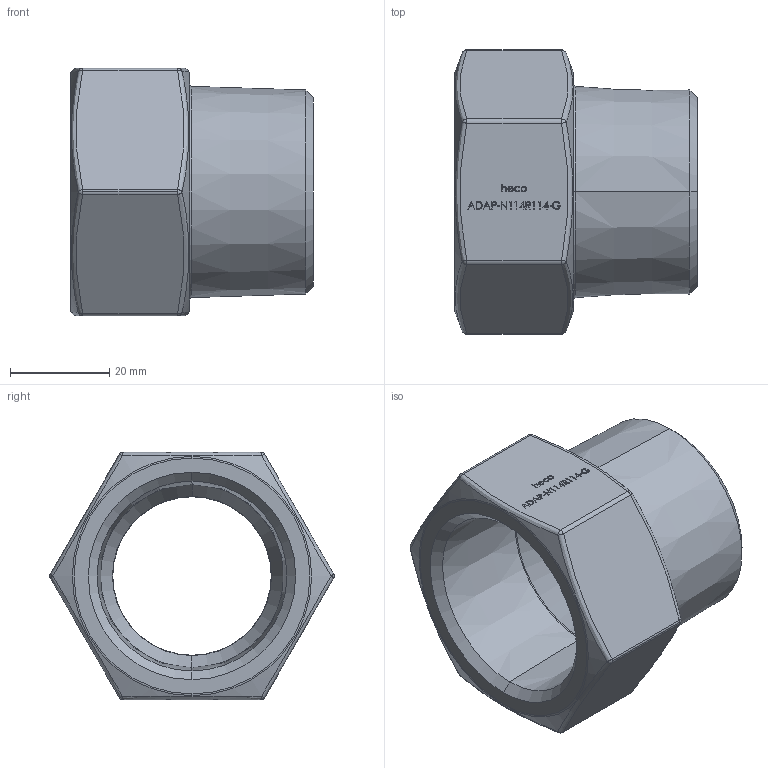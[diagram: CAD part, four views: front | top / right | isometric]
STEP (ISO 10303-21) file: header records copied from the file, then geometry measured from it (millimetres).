
FILE_DESCRIPTION (( 'STEP AP214' ), '1' );
FILE_NAME ('ADAP-N114R114-G Adapter.STEP', '2018-06-27T13:38:17', ( '' ), ( '' ), 'SwSTEP 2.0', 'SolidWorks 2016', '' );
FILE_SCHEMA (( 'AUTOMOTIVE_DESIGN' ));
Length unit declared in the file: millimetre
Products named in the file (1): ADAP-N114R114-G Adapter
Bounding box: 49 x 57.43 x 50 mm (x, y, z)
Volume: 38737.8 mm3; surface area: 14551.7 mm2
Topology: 1 solids, 1 shells, 290 faces, 727 edges, 464 vertices
Faces by surface type: plane 169, bspline 74, cone 14, torus 12, sphere 12, cylinder 9
Entity records: 14656 total; most frequent: CARTESIAN_POINT 5848, ORIENTED_EDGE 1442, DIRECTION 1085, EDGE_CURVE 721, VECTOR 487, LINE 487, VERTEX_POINT 462, EDGE_LOOP 321
